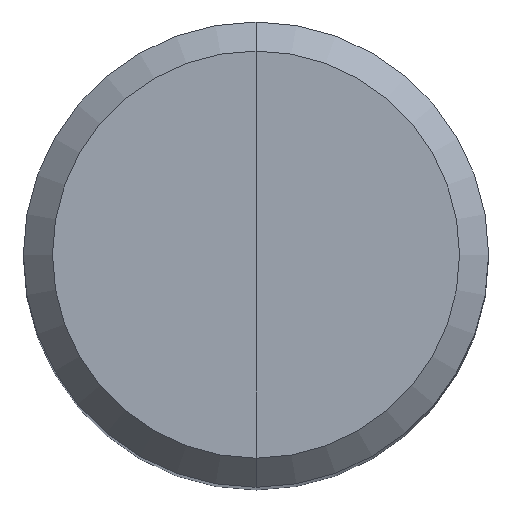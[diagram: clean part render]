
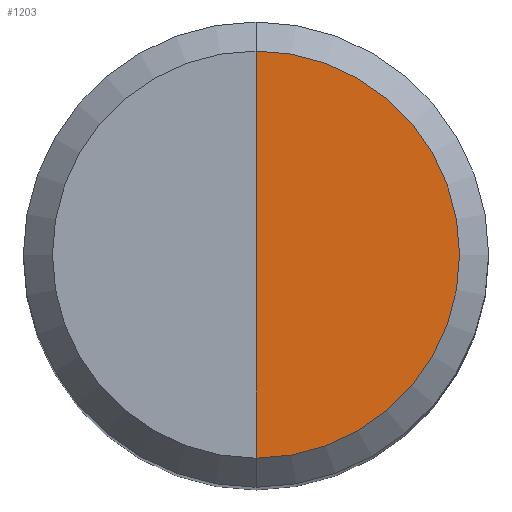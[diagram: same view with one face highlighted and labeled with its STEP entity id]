
A CAD part, top view. The second image highlights one B-rep face of the part: STEP entity #1203.
In plain terms, the highlighted planar face has unit normal (0, 0, 1).
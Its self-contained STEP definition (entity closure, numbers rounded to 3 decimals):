
#1089 = CONICAL_SURFACE('',#1090,8.,0.785);
#1090 = AXIS2_PLACEMENT_3D('',#1091,#1092,#1093);
#1091 = CARTESIAN_POINT('',(0.,0.,-1.));
#1092 = DIRECTION('',(-0.,-0.,-1.));
#1093 = DIRECTION('',(0.,-1.,0.));
#1127 = VERTEX_POINT('',#1128);
#1128 = CARTESIAN_POINT('',(0.,7.,0.));
#1154 = EDGE_CURVE('',#1155,#1127,#1157,.T.);
#1155 = VERTEX_POINT('',#1156);
#1156 = CARTESIAN_POINT('',(0.,-7.,0.));
#1157 = SURFACE_CURVE('',#1158,(#1163,#1170),.PCURVE_S1.);
#1158 = CIRCLE('',#1159,7.);
#1159 = AXIS2_PLACEMENT_3D('',#1160,#1161,#1162);
#1160 = CARTESIAN_POINT('',(0.,0.,0.));
#1161 = DIRECTION('',(0.,0.,1.));
#1162 = DIRECTION('',(0.,-1.,0.));
#1163 = PCURVE('',#1089,#1164);
#1164 = DEFINITIONAL_REPRESENTATION('',(#1165),#1169);
#1165 = LINE('',#1166,#1167);
#1166 = CARTESIAN_POINT('',(-0.,-1.));
#1167 = VECTOR('',#1168,1.);
#1168 = DIRECTION('',(-1.,-0.));
#1169 = ( GEOMETRIC_REPRESENTATION_CONTEXT(2) 
PARAMETRIC_REPRESENTATION_CONTEXT() REPRESENTATION_CONTEXT('2D SPACE',''
  ) );
#1170 = PCURVE('',#1171,#1176);
#1171 = PLANE('',#1172);
#1172 = AXIS2_PLACEMENT_3D('',#1173,#1174,#1175);
#1173 = CARTESIAN_POINT('',(0.,0.,0.));
#1174 = DIRECTION('',(0.,0.,1.));
#1175 = DIRECTION('',(0.,-1.,0.));
#1176 = DEFINITIONAL_REPRESENTATION('',(#1177),#1181);
#1177 = CIRCLE('',#1178,7.);
#1178 = AXIS2_PLACEMENT_2D('',#1179,#1180);
#1179 = CARTESIAN_POINT('',(0.,0.));
#1180 = DIRECTION('',(1.,0.));
#1181 = ( GEOMETRIC_REPRESENTATION_CONTEXT(2) 
PARAMETRIC_REPRESENTATION_CONTEXT() REPRESENTATION_CONTEXT('2D SPACE',''
  ) );
#1203 = ADVANCED_FACE('',(#1204),#1171,.T.);
#1204 = FACE_BOUND('',#1205,.T.);
#1205 = EDGE_LOOP('',(#1206,#1207,#1235));
#1206 = ORIENTED_EDGE('',*,*,#1154,.T.);
#1207 = ORIENTED_EDGE('',*,*,#1208,.T.);
#1208 = EDGE_CURVE('',#1127,#1209,#1211,.T.);
#1209 = VERTEX_POINT('',#1210);
#1210 = CARTESIAN_POINT('',(0.,0.,0.));
#1211 = SURFACE_CURVE('',#1212,(#1216,#1223),.PCURVE_S1.);
#1212 = LINE('',#1213,#1214);
#1213 = CARTESIAN_POINT('',(0.,7.,0.));
#1214 = VECTOR('',#1215,1.);
#1215 = DIRECTION('',(0.,-1.,0.));
#1216 = PCURVE('',#1171,#1217);
#1217 = DEFINITIONAL_REPRESENTATION('',(#1218),#1222);
#1218 = LINE('',#1219,#1220);
#1219 = CARTESIAN_POINT('',(-7.,0.));
#1220 = VECTOR('',#1221,1.);
#1221 = DIRECTION('',(1.,0.));
#1222 = ( GEOMETRIC_REPRESENTATION_CONTEXT(2) 
PARAMETRIC_REPRESENTATION_CONTEXT() REPRESENTATION_CONTEXT('2D SPACE',''
  ) );
#1223 = PCURVE('',#1224,#1229);
#1224 = PLANE('',#1225);
#1225 = AXIS2_PLACEMENT_3D('',#1226,#1227,#1228);
#1226 = CARTESIAN_POINT('',(0.,0.,0.));
#1227 = DIRECTION('',(-0.,-0.,-1.));
#1228 = DIRECTION('',(0.,-1.,0.));
#1229 = DEFINITIONAL_REPRESENTATION('',(#1230),#1234);
#1230 = LINE('',#1231,#1232);
#1231 = CARTESIAN_POINT('',(-7.,0.));
#1232 = VECTOR('',#1233,1.);
#1233 = DIRECTION('',(1.,0.));
#1234 = ( GEOMETRIC_REPRESENTATION_CONTEXT(2) 
PARAMETRIC_REPRESENTATION_CONTEXT() REPRESENTATION_CONTEXT('2D SPACE',''
  ) );
#1235 = ORIENTED_EDGE('',*,*,#1236,.F.);
#1236 = EDGE_CURVE('',#1155,#1209,#1237,.T.);
#1237 = SURFACE_CURVE('',#1238,(#1242,#1249),.PCURVE_S1.);
#1238 = LINE('',#1239,#1240);
#1239 = CARTESIAN_POINT('',(0.,-7.,0.));
#1240 = VECTOR('',#1241,1.);
#1241 = DIRECTION('',(0.,1.,0.));
#1242 = PCURVE('',#1171,#1243);
#1243 = DEFINITIONAL_REPRESENTATION('',(#1244),#1248);
#1244 = LINE('',#1245,#1246);
#1245 = CARTESIAN_POINT('',(7.,0.));
#1246 = VECTOR('',#1247,1.);
#1247 = DIRECTION('',(-1.,0.));
#1248 = ( GEOMETRIC_REPRESENTATION_CONTEXT(2) 
PARAMETRIC_REPRESENTATION_CONTEXT() REPRESENTATION_CONTEXT('2D SPACE',''
  ) );
#1249 = PCURVE('',#1224,#1250);
#1250 = DEFINITIONAL_REPRESENTATION('',(#1251),#1255);
#1251 = LINE('',#1252,#1253);
#1252 = CARTESIAN_POINT('',(7.,0.));
#1253 = VECTOR('',#1254,1.);
#1254 = DIRECTION('',(-1.,0.));
#1255 = ( GEOMETRIC_REPRESENTATION_CONTEXT(2) 
PARAMETRIC_REPRESENTATION_CONTEXT() REPRESENTATION_CONTEXT('2D SPACE',''
  ) );
